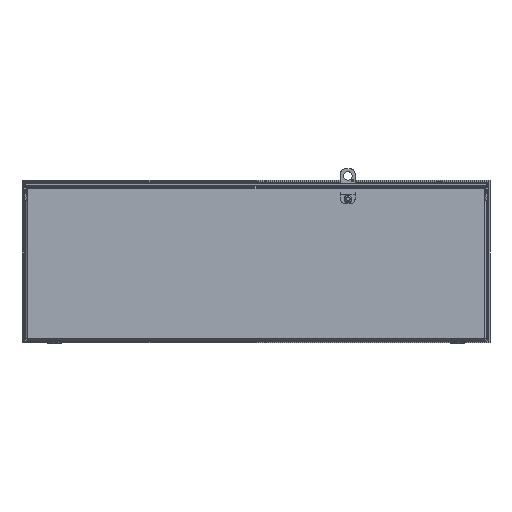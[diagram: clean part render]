
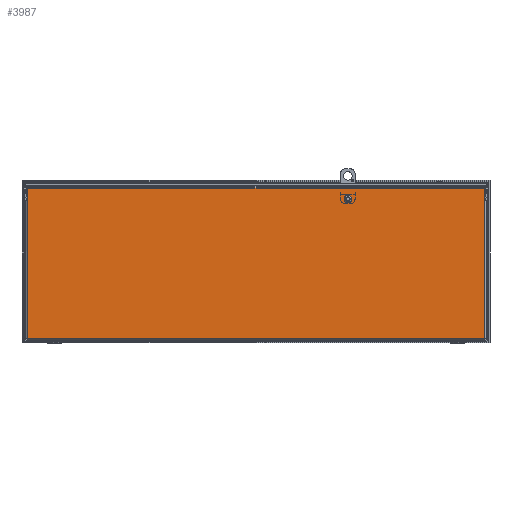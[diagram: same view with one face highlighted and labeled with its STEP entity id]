
A CAD part, front view. The second image highlights one B-rep face of the part: STEP entity #3987.
In plain terms, the highlighted planar face has unit normal (0, -1, 0).
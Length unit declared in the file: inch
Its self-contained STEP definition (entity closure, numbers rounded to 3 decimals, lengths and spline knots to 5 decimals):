
#353 = CARTESIAN_POINT ( 'NONE',  ( 11.87913, -15., 5.46142 ) ) ;
#825 = CARTESIAN_POINT ( 'NONE',  ( 11.875, -15., 5.98637 ) ) ;
#1313 = ORIENTED_EDGE ( 'NONE', *, *, #4059, .T. ) ;
#1367 = EDGE_CURVE ( 'NONE', #1377, #20698, #17075, .T. ) ;
#1377 = VERTEX_POINT ( 'NONE', #7963 ) ;
#1498 = FACE_OUTER_BOUND ( 'NONE', #10907, .T. ) ;
#1691 = DIRECTION ( 'NONE',  ( 0., 0., 1. ) ) ;
#1975 = ORIENTED_EDGE ( 'NONE', *, *, #22026, .T. ) ;
#2006 = DIRECTION ( 'NONE',  ( 0., 0., -1. ) ) ;
#2016 = VECTOR ( 'NONE', #2006, 39.37008 ) ;
#2408 = VERTEX_POINT ( 'NONE', #9990 ) ;
#2786 = ORIENTED_EDGE ( 'NONE', *, *, #11303, .T. ) ;
#2930 = CARTESIAN_POINT ( 'NONE',  ( 0., -15., 2.09162 ) ) ;
#3135 = EDGE_CURVE ( 'NONE', #14236, #19090, #16080, .T. ) ;
#3933 = EDGE_CURVE ( 'NONE', #9701, #1377, #5789, .T. ) ;
#3987 = ADVANCED_FACE ( 'NONE', ( #1498, #19258 ), #14863, .F. ) ;
#4003 = VERTEX_POINT ( 'NONE', #14936 ) ;
#4059 = EDGE_CURVE ( 'NONE', #4003, #14236, #11707, .T. ) ;
#4125 = DIRECTION ( 'NONE',  ( -0.5, 0., -0.866 ) ) ;
#4372 = ORIENTED_EDGE ( 'NONE', *, *, #1367, .T. ) ;
#5789 = LINE ( 'NONE', #18117, #6352 ) ;
#6352 = VECTOR ( 'NONE', #4125, 39.37008 ) ;
#6440 = DIRECTION ( 'NONE',  ( 1., 0., 0. ) ) ;
#6611 = LINE ( 'NONE', #17764, #20580 ) ;
#7306 = ORIENTED_EDGE ( 'NONE', *, *, #9170, .T. ) ;
#7661 = CARTESIAN_POINT ( 'NONE',  ( -11.87913, -15., -1.80313 ) ) ;
#7957 = DIRECTION ( 'NONE',  ( 0., 0., 1. ) ) ;
#7963 = CARTESIAN_POINT ( 'NONE',  ( -11.87913, -15., 5.46142 ) ) ;
#8048 = DIRECTION ( 'NONE',  ( 0., 0., -1. ) ) ;
#8446 = CARTESIAN_POINT ( 'NONE',  ( 11.87913, -15., 0.14425 ) ) ;
#8895 = CARTESIAN_POINT ( 'NONE',  ( 5.9375, -15., 5.98637 ) ) ;
#9170 = EDGE_CURVE ( 'NONE', #20698, #2408, #6611, .T. ) ;
#9175 = AXIS2_PLACEMENT_3D ( 'NONE', #2930, #16458, #21805 ) ;
#9298 = EDGE_CURVE ( 'NONE', #19090, #9701, #18406, .T. ) ;
#9701 = VERTEX_POINT ( 'NONE', #10425 ) ;
#9926 = ORIENTED_EDGE ( 'NONE', *, *, #3135, .T. ) ;
#9990 = CARTESIAN_POINT ( 'NONE',  ( 11.87913, -15., -1.80313 ) ) ;
#10039 = VERTEX_POINT ( 'NONE', #21964 ) ;
#10425 = CARTESIAN_POINT ( 'NONE',  ( -11.875, -15., 5.46856 ) ) ;
#10469 = DIRECTION ( 'NONE',  ( -1., 0., 0. ) ) ;
#10613 = CARTESIAN_POINT ( 'NONE',  ( 11.17644, -15., 6.6785 ) ) ;
#10907 = EDGE_LOOP ( 'NONE', ( #9926, #12767, #17719, #4372, #7306, #1975, #2786, #1313 ) ) ;
#10991 = ORIENTED_EDGE ( 'NONE', *, *, #15475, .T. ) ;
#11085 = CARTESIAN_POINT ( 'NONE',  ( -11.87913, -15., 3.77652 ) ) ;
#11303 = EDGE_CURVE ( 'NONE', #17073, #4003, #22152, .T. ) ;
#11707 = LINE ( 'NONE', #13276, #15196 ) ;
#12486 = DIRECTION ( 'NONE',  ( -0.5, 0., 0.866 ) ) ;
#12767 = ORIENTED_EDGE ( 'NONE', *, *, #9298, .T. ) ;
#13276 = CARTESIAN_POINT ( 'NONE',  ( 11.875, -15., 3.78009 ) ) ;
#13545 = DIRECTION ( 'NONE',  ( 0., 1., 0. ) ) ;
#13810 = VECTOR ( 'NONE', #8048, 39.37008 ) ;
#14236 = VERTEX_POINT ( 'NONE', #825 ) ;
#14863 = PLANE ( 'NONE',  #9175 ) ;
#14936 = CARTESIAN_POINT ( 'NONE',  ( 11.875, -15., 5.46856 ) ) ;
#14938 = VECTOR ( 'NONE', #1691, 39.37008 ) ;
#15196 = VECTOR ( 'NONE', #7957, 39.37008 ) ;
#15475 = EDGE_CURVE ( 'NONE', #10039, #10039, #16990, .T. ) ;
#16080 = LINE ( 'NONE', #8895, #20684 ) ;
#16163 = AXIS2_PLACEMENT_3D ( 'NONE', #20271, #13545, #6440 ) ;
#16458 = DIRECTION ( 'NONE',  ( 0., 1., 0. ) ) ;
#16990 = CIRCLE ( 'NONE', #16163, 0.1005 ) ;
#17073 = VERTEX_POINT ( 'NONE', #353 ) ;
#17075 = LINE ( 'NONE', #11085, #2016 ) ;
#17281 = VECTOR ( 'NONE', #12486, 39.37008 ) ;
#17631 = EDGE_LOOP ( 'NONE', ( #10991 ) ) ;
#17719 = ORIENTED_EDGE ( 'NONE', *, *, #3933, .T. ) ;
#17764 = CARTESIAN_POINT ( 'NONE',  ( -5.93956, -15., -1.80313 ) ) ;
#18117 = CARTESIAN_POINT ( 'NONE',  ( -11.12175, -15., 6.77322 ) ) ;
#18212 = CARTESIAN_POINT ( 'NONE',  ( -11.875, -15., 4.09162 ) ) ;
#18406 = LINE ( 'NONE', #18212, #13810 ) ;
#19090 = VERTEX_POINT ( 'NONE', #19989 ) ;
#19258 = FACE_BOUND ( 'NONE', #17631, .T. ) ;
#19989 = CARTESIAN_POINT ( 'NONE',  ( -11.875, -15., 5.98637 ) ) ;
#20271 = CARTESIAN_POINT ( 'NONE',  ( 4.78125, -15., 5.42387 ) ) ;
#20580 = VECTOR ( 'NONE', #21020, 39.37008 ) ;
#20684 = VECTOR ( 'NONE', #10469, 39.37008 ) ;
#20698 = VERTEX_POINT ( 'NONE', #7661 ) ;
#21020 = DIRECTION ( 'NONE',  ( 1., 0., 0. ) ) ;
#21805 = DIRECTION ( 'NONE',  ( 1., 0., 0. ) ) ;
#21956 = LINE ( 'NONE', #8446, #14938 ) ;
#21964 = CARTESIAN_POINT ( 'NONE',  ( 4.88175, -15., 5.42387 ) ) ;
#22026 = EDGE_CURVE ( 'NONE', #2408, #17073, #21956, .T. ) ;
#22152 = LINE ( 'NONE', #10613, #17281 ) ;
